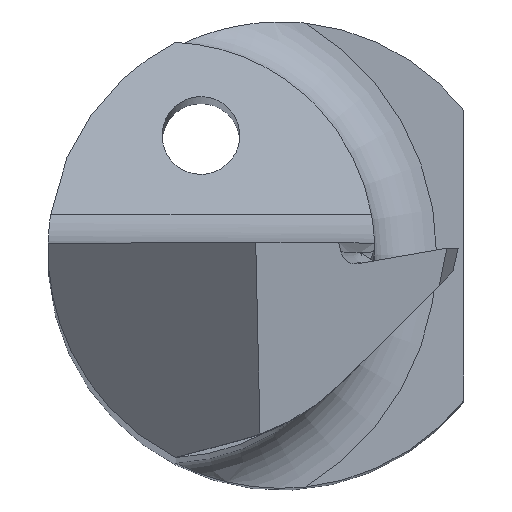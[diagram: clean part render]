
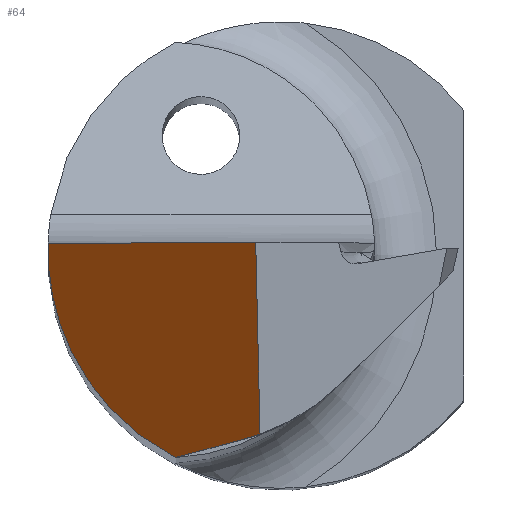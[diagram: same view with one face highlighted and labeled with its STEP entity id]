
A CAD part, top view. The second image highlights one B-rep face of the part: STEP entity #64.
In plain terms, the highlighted planar face has unit normal (-0.706, -0.052, 0.706).
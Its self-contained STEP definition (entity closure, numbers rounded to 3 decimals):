
#3 = CARTESIAN_POINT ( 'NONE',  ( -2.999, 0.085, 54.227 ) ) ;
#64 = ADVANCED_FACE ( 'NONE', ( #1139 ), #1145, .T. ) ;
#67 = CARTESIAN_POINT ( 'NONE',  ( -2.999, 0.085, 54.227 ) ) ;
#81 = CARTESIAN_POINT ( 'NONE',  ( -2.999, 0.085, 54.227 ) ) ;
#160 =( BOUNDED_CURVE ( )  B_SPLINE_CURVE ( 3, ( #738, #369, #1168, #3 ),
 .UNSPECIFIED., .F., .F. ) 
 B_SPLINE_CURVE_WITH_KNOTS ( ( 4, 4 ),
 ( 5.256, 6.386 ),
 .UNSPECIFIED. ) 
 CURVE ( )  GEOMETRIC_REPRESENTATION_ITEM ( )  RATIONAL_B_SPLINE_CURVE ( ( 1., 0.897, 0.897, 1. ) ) 
 REPRESENTATION_ITEM ( '' )  );
#219 = CARTESIAN_POINT ( 'NONE',  ( -0.328, 0.085, 56.897 ) ) ;
#267 = LINE ( 'NONE', #81, #890 ) ;
#275 = EDGE_CURVE ( 'NONE', #493, #578, #267, .T. ) ;
#285 = ORIENTED_EDGE ( 'NONE', *, *, #275, .T. ) ;
#328 = CARTESIAN_POINT ( 'NONE',  ( -2.999, 0.085, 54.227 ) ) ;
#337 = EDGE_LOOP ( 'NONE', ( #788, #928, #533, #285, #548 ) ) ;
#346 = CARTESIAN_POINT ( 'NONE',  ( -0.474, -2.438, 56.564 ) ) ;
#354 = CARTESIAN_POINT ( 'NONE',  ( -1.358, -2.675, 55.663 ) ) ;
#369 = CARTESIAN_POINT ( 'NONE',  ( -2.423, -2.135, 54.638 ) ) ;
#395 = VERTEX_POINT ( 'NONE', #473 ) ;
#437 = EDGE_CURVE ( 'NONE', #1014, #1115, #761, .T. ) ;
#473 = CARTESIAN_POINT ( 'NONE',  ( -0.272, -2.376, 56.771 ) ) ;
#493 = VERTEX_POINT ( 'NONE', #219 ) ;
#533 = ORIENTED_EDGE ( 'NONE', *, *, #713, .T. ) ;
#548 = ORIENTED_EDGE ( 'NONE', *, *, #1084, .F. ) ;
#578 = VERTEX_POINT ( 'NONE', #67 ) ;
#604 = CARTESIAN_POINT ( 'NONE',  ( -0.272, -2.376, 56.771 ) ) ;
#630 = EDGE_CURVE ( 'NONE', #395, #1014, #854, .T. ) ;
#638 = DIRECTION ( 'NONE',  ( -0.023, 0.998, 0.051 ) ) ;
#675 = DIRECTION ( 'NONE',  ( -0.688, -0.184, -0.702 ) ) ;
#696 = DIRECTION ( 'NONE',  ( -0.706, -0.052, 0.706 ) ) ;
#713 = EDGE_CURVE ( 'NONE', #395, #493, #740, .T. ) ;
#738 = CARTESIAN_POINT ( 'NONE',  ( -1.358, -2.675, 55.663 ) ) ;
#740 = LINE ( 'NONE', #823, #953 ) ;
#761 = LINE ( 'NONE', #945, #1062 ) ;
#782 = AXIS2_PLACEMENT_3D ( 'NONE', #328, #696, #966 ) ;
#788 = ORIENTED_EDGE ( 'NONE', *, *, #437, .F. ) ;
#802 = CARTESIAN_POINT ( 'NONE',  ( -0.406, -2.42, 56.634 ) ) ;
#823 = CARTESIAN_POINT ( 'NONE',  ( -0.326, 0.008, 56.893 ) ) ;
#854 =( BOUNDED_CURVE ( )  B_SPLINE_CURVE ( 3, ( #604, #970, #802, #346 ),
 .UNSPECIFIED., .F., .F. ) 
 B_SPLINE_CURVE_WITH_KNOTS ( ( 4, 4 ),
 ( 4.449, 4.525 ),
 .UNSPECIFIED. ) 
 CURVE ( )  GEOMETRIC_REPRESENTATION_ITEM ( )  RATIONAL_B_SPLINE_CURVE ( ( 1., 1., 1., 1. ) ) 
 REPRESENTATION_ITEM ( '' )  );
#890 = VECTOR ( 'NONE', #981, 1000. ) ;
#928 = ORIENTED_EDGE ( 'NONE', *, *, #630, .F. ) ;
#945 = CARTESIAN_POINT ( 'NONE',  ( -0.262, -2.381, 56.781 ) ) ;
#953 = VECTOR ( 'NONE', #638, 1000. ) ;
#966 = DIRECTION ( 'NONE',  ( 0.707, 0., 0.707 ) ) ;
#970 = CARTESIAN_POINT ( 'NONE',  ( -0.339, -2.399, 56.702 ) ) ;
#981 = DIRECTION ( 'NONE',  ( -0.707, 0., -0.707 ) ) ;
#1014 = VERTEX_POINT ( 'NONE', #1147 ) ;
#1062 = VECTOR ( 'NONE', #675, 1000. ) ;
#1084 = EDGE_CURVE ( 'NONE', #1115, #578, #160, .T. ) ;
#1115 = VERTEX_POINT ( 'NONE', #354 ) ;
#1139 = FACE_OUTER_BOUND ( 'NONE', #337, .T. ) ;
#1145 = PLANE ( 'NONE',  #782 ) ;
#1147 = CARTESIAN_POINT ( 'NONE',  ( -0.474, -2.438, 56.564 ) ) ;
#1168 = CARTESIAN_POINT ( 'NONE',  ( -3.033, -1.108, 54.104 ) ) ;
